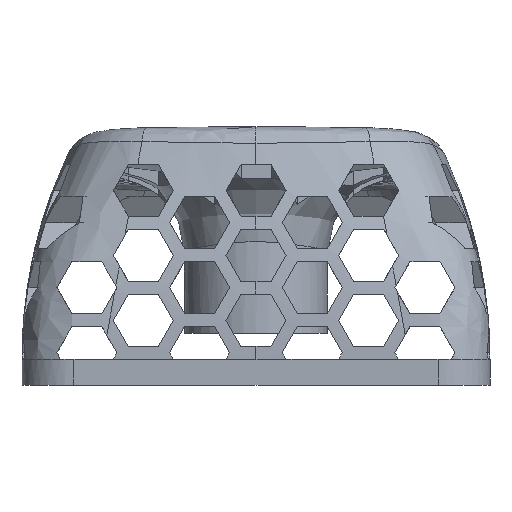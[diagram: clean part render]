
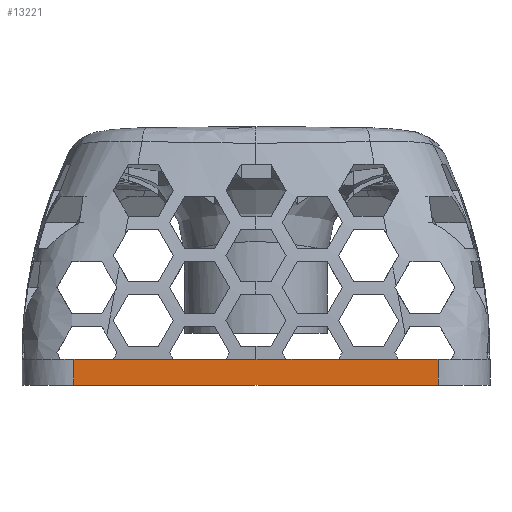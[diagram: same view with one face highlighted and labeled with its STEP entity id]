
A CAD part, front view. The second image highlights one B-rep face of the part: STEP entity #13221.
In plain terms, the highlighted planar face has unit normal (0, -1, 0).
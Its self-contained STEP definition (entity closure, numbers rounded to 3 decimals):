
#591=PLANE('',#13818);
#766=LINE('',#19610,#1498);
#767=LINE('',#19643,#1499);
#794=LINE('',#20140,#1526);
#795=LINE('',#20166,#1527);
#1195=LINE('',#26104,#1927);
#1275=LINE('',#26837,#2007);
#1313=LINE('',#27167,#2045);
#1343=LINE('',#27451,#2075);
#1379=LINE('',#28827,#2111);
#1380=LINE('',#28830,#2112);
#1381=LINE('',#28831,#2113);
#1498=VECTOR('',#14119,10.);
#1499=VECTOR('',#14120,10.);
#1526=VECTOR('',#14173,10.);
#1527=VECTOR('',#14174,10.);
#1927=VECTOR('',#15152,10.);
#2007=VECTOR('',#15404,10.);
#2045=VECTOR('',#15526,10.);
#2075=VECTOR('',#15618,10.);
#2111=VECTOR('',#15698,10.);
#2112=VECTOR('',#15701,10.);
#2113=VECTOR('',#15702,10.);
#2728=FACE_OUTER_BOUND('',#3391,.T.);
#3391=EDGE_LOOP('',(#12386,#12387,#12388,#12389,#12390,#12391,#12392,#12393,
#12394,#12395,#12396));
#5146=VERTEX_POINT('',#19604);
#5147=VERTEX_POINT('',#19609);
#5152=VERTEX_POINT('',#19637);
#5153=VERTEX_POINT('',#19642);
#5235=VERTEX_POINT('',#20134);
#5236=VERTEX_POINT('',#20139);
#5241=VERTEX_POINT('',#20161);
#6049=VERTEX_POINT('',#26836);
#6131=VERTEX_POINT('',#27449);
#6168=VERTEX_POINT('',#28825);
#6169=VERTEX_POINT('',#28829);
#6665=EDGE_CURVE('',#5146,#5147,#766,.T.);
#6671=EDGE_CURVE('',#5152,#5153,#767,.T.);
#6774=EDGE_CURVE('',#5235,#5236,#794,.T.);
#6780=EDGE_CURVE('',#5241,#5146,#795,.T.);
#7866=EDGE_CURVE('',#5147,#5152,#1195,.T.);
#8042=EDGE_CURVE('',#5153,#6049,#1275,.T.);
#8124=EDGE_CURVE('',#5236,#5241,#1313,.T.);
#8192=EDGE_CURVE('',#6131,#5235,#1343,.T.);
#8285=EDGE_CURVE('',#6168,#6131,#1379,.T.);
#8286=EDGE_CURVE('',#6169,#6168,#1380,.T.);
#8287=EDGE_CURVE('',#6049,#6169,#1381,.T.);
#12386=ORIENTED_EDGE('',*,*,#8285,.F.);
#12387=ORIENTED_EDGE('',*,*,#8286,.F.);
#12388=ORIENTED_EDGE('',*,*,#8287,.F.);
#12389=ORIENTED_EDGE('',*,*,#8042,.F.);
#12390=ORIENTED_EDGE('',*,*,#6671,.F.);
#12391=ORIENTED_EDGE('',*,*,#7866,.F.);
#12392=ORIENTED_EDGE('',*,*,#6665,.F.);
#12393=ORIENTED_EDGE('',*,*,#6780,.F.);
#12394=ORIENTED_EDGE('',*,*,#8124,.F.);
#12395=ORIENTED_EDGE('',*,*,#6774,.F.);
#12396=ORIENTED_EDGE('',*,*,#8192,.F.);
#13221=ADVANCED_FACE('',(#2728),#591,.T.);
#13818=AXIS2_PLACEMENT_3D('',#28828,#15699,#15700);
#14119=DIRECTION('',(1.,0.,0.));
#14120=DIRECTION('',(1.,0.,0.));
#14173=DIRECTION('',(1.,0.,0.));
#14174=DIRECTION('',(1.,0.,0.));
#15152=DIRECTION('',(1.,0.,0.));
#15404=DIRECTION('',(1.,0.,0.));
#15526=DIRECTION('',(1.,0.,0.));
#15618=DIRECTION('',(1.,0.,0.));
#15698=DIRECTION('',(0.,0.,1.));
#15699=DIRECTION('center_axis',(0.,-1.,0.));
#15700=DIRECTION('ref_axis',(1.,0.,0.));
#15701=DIRECTION('',(-1.,0.,0.));
#15702=DIRECTION('',(0.,0.,-1.));
#19604=CARTESIAN_POINT('',(0.,-9.,1.));
#19609=CARTESIAN_POINT('',(1.151,-9.,1.));
#19610=CARTESIAN_POINT('',(9.,-9.,1.));
#19637=CARTESIAN_POINT('',(3.172,-9.,1.));
#19642=CARTESIAN_POINT('',(5.485,-9.,1.));
#19643=CARTESIAN_POINT('',(9.,-9.,1.));
#20134=CARTESIAN_POINT('',(-5.494,-9.,1.));
#20139=CARTESIAN_POINT('',(-3.182,-9.,1.));
#20140=CARTESIAN_POINT('',(9.,-9.,1.));
#20161=CARTESIAN_POINT('',(-1.161,-9.,1.));
#20166=CARTESIAN_POINT('',(9.,-9.,1.));
#26104=CARTESIAN_POINT('',(9.,-9.,1.));
#26836=CARTESIAN_POINT('',(7.,-9.,1.));
#26837=CARTESIAN_POINT('',(9.,-9.,1.));
#27167=CARTESIAN_POINT('',(9.,-9.,1.));
#27449=CARTESIAN_POINT('',(-7.,-9.,1.));
#27451=CARTESIAN_POINT('',(9.,-9.,1.));
#28825=CARTESIAN_POINT('',(-7.,-9.,0.));
#28827=CARTESIAN_POINT('',(-7.,-9.,0.));
#28828=CARTESIAN_POINT('Origin',(-9.,-9.,0.));
#28829=CARTESIAN_POINT('',(7.,-9.,0.));
#28830=CARTESIAN_POINT('',(9.,-9.,0.));
#28831=CARTESIAN_POINT('',(7.,-9.,0.));
